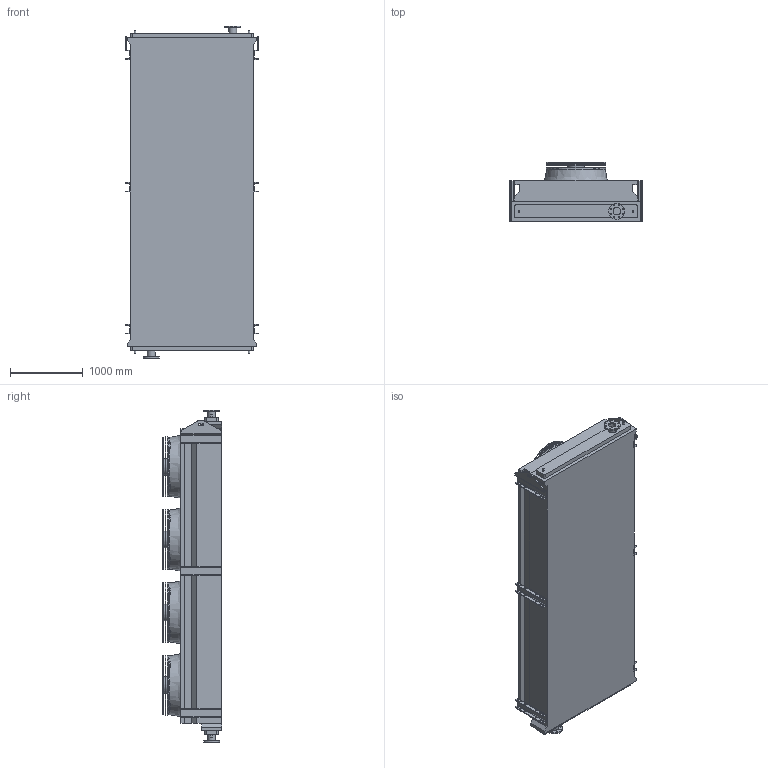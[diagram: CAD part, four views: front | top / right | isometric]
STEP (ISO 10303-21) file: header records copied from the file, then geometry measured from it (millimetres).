
FILE_DESCRIPTION (( 'STEP AP203' ), '1' );
FILE_NAME ('BOAM_04C_I.STEP', '2017-03-24T11:08:22', ( 'Alfa Laval' ), ( 'Alfa Laval' ), 'SwSTEP 2.0', 'SolidWorks 2016', '' );
FILE_SCHEMA (( 'CONFIG_CONTROL_DESIGN' ));
Length unit declared in the file: millimetre
Products named in the file (4): BOAM_04C_I; BOFA_LIGHT_�800; BOA_LIGHT_BOCF_42T_C_4M_OS; BOFE_I_LIGHT_BOM4C
Assembly tree (6 placements, depth 2):
  BOAM_04C_I
    BOA_LIGHT_BOCF_42T_C_4M_OS
    BOFE_I_LIGHT_BOM4C
    BOFA_LIGHT_�800  x4
Bounding box: 1820 x 812 x 4560 mm (x, y, z)
Volume: 4299061065.4 mm3; surface area: 30874342.2 mm2
Topology: 83 solids, 87 shells, 1120 faces, 2739 edges, 1821 vertices
Faces by surface type: plane 474, cylinder 402, torus 216, cone 24, bspline 4
Full cylindrical faces by diameter (mm): 18 x16, 25 x24, 30 x4, 103 x2, 108 x2, 220 x2, 228 x4, 236 x4, 262.56 x4, 276 x4, 308 x4, 328 x4, 405 x4, 425 x4, 502 x4, 522 x4, 599 x4, 619 x4, 696 x4, 716 x4, 793 x4, 812 x4
Entity records: 21275 total; most frequent: CARTESIAN_POINT 6100, DIRECTION 3153, ORIENTED_EDGE 2818, EDGE_CURVE 1409, AXIS2_PLACEMENT_3D 1216, VERTEX_POINT 985, EDGE_LOOP 882, LINE 721
